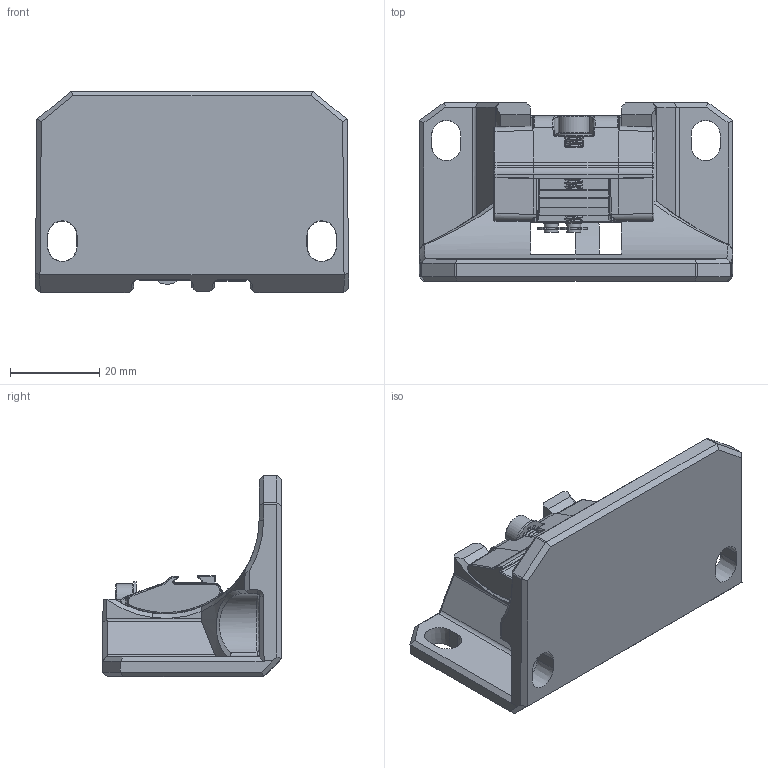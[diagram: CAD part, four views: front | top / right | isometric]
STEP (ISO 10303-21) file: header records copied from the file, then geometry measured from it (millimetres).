
FILE_DESCRIPTION((''),'2;1');
FILE_NAME('194105_ASM','2016-03-10T',('pdmadmin'),(''),'PRO/ENGINEER BY PARAMETRIC TECHNOLOGY CORPORATION, 2013230','PRO/ENGINEER BY PARAMETRIC TECHNOLOGY CORPORATION, 2013230','');
FILE_SCHEMA(('CONFIG_CONTROL_DESIGN'));
Products named in the file (9): 171242; 171243; 185859; 171244; 171548; 40845; 172440; 85876_ASM; 194105_ASM
Assembly tree (11 placements, depth 3):
  194105_ASM
    85876_ASM
      171242
      171243
      185859
      171244
      171548  x2
      40845  x2
      172440  x2
Bounding box: 70 x 40 x 45 mm (x, y, z)
Volume: 38547.7 mm3; surface area: 19801.7 mm2
Topology: 10 solids, 12 shells, 1480 faces, 3823 edges, 2387 vertices
Faces by surface type: plane 737, cylinder 419, bspline 206, sphere 50, cone 38, torus 30
Entity records: 54247 total; most frequent: CARTESIAN_POINT 23673, ORIENTED_EDGE 6730, DIRECTION 5655, EDGE_CURVE 3369, VECTOR 2249, LINE 2249, VERTEX_POINT 2094, AXIS2_PLACEMENT_3D 1703
